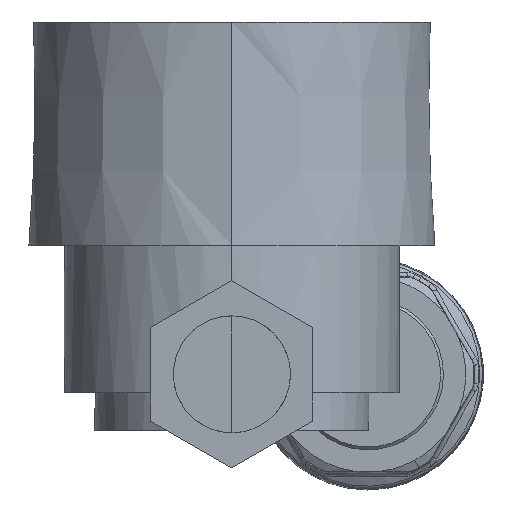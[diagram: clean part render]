
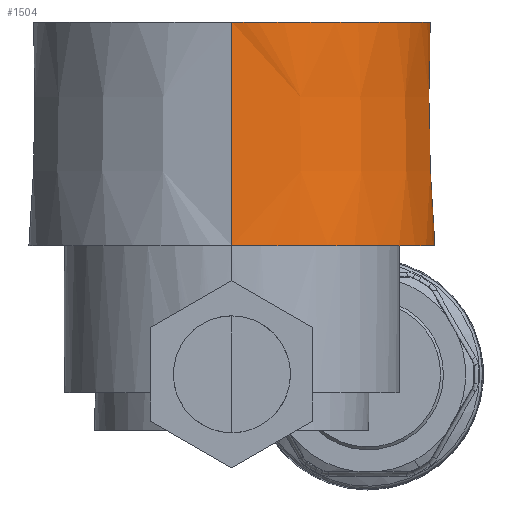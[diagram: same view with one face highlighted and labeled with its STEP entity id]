
A CAD part, left-side view. The second image highlights one B-rep face of the part: STEP entity #1504.
In plain terms, the highlighted conical face has half-angle 1.146 degrees and reference radius 36.22 mm.
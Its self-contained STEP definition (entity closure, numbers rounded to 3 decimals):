
#1396=CARTESIAN_POINT('Vertex',(36.3,0.,23.)) ;
#1400=CARTESIAN_POINT('Control Point',(-36.3,0.,23.)) ;
#1401=CARTESIAN_POINT('Control Point',(-36.3,-36.3,23.)) ;
#1402=CARTESIAN_POINT('Control Point',(0.,-36.3,23.)) ;
#1403=CARTESIAN_POINT('Control Point',(36.3,-36.3,23.)) ;
#1404=CARTESIAN_POINT('Control Point',(36.3,0.,23.)) ;
#1405=CARTESIAN_POINT('Vertex',(-36.3,0.,23.)) ;
#1451=CARTESIAN_POINT('Vertex',(-35.5,0.,63.)) ;
#1453=CARTESIAN_POINT('Vertex',(35.5,0.,63.)) ;
#1457=CARTESIAN_POINT('Control Point',(35.5,0.,63.)) ;
#1458=CARTESIAN_POINT('Control Point',(35.5,-35.5,63.)) ;
#1459=CARTESIAN_POINT('Control Point',(0.,-35.5,63.)) ;
#1460=CARTESIAN_POINT('Control Point',(-35.5,-35.5,63.)) ;
#1461=CARTESIAN_POINT('Control Point',(-35.5,0.,63.)) ;
#1485=CARTESIAN_POINT('Axis2P3D Location',(0.,0.,27.)) ;
#1491=CARTESIAN_POINT('Control Point',(-36.3,0.,23.)) ;
#1492=CARTESIAN_POINT('Control Point',(-35.5,0.,63.)) ;
#1495=CARTESIAN_POINT('Control Point',(35.5,0.,63.)) ;
#1496=CARTESIAN_POINT('Control Point',(36.3,0.,23.)) ;
#1486=DIRECTION('Axis2P3D Direction',(0.,0.,-1.)) ;
#1487=DIRECTION('Axis2P3D XDirection',(1.,0.,0.)) ;
#1488=AXIS2_PLACEMENT_3D('Cone Axis2P3D',#1485,#1486,#1487) ;
#1489=CONICAL_SURFACE('Cone',#1488,36.22,0.02) ;
#1407=EDGE_CURVE('',#1406,#1397,#1399,.T.) ;
#1462=EDGE_CURVE('',#1454,#1452,#1456,.T.) ;
#1493=EDGE_CURVE('',#1406,#1452,#1490,.T.) ;
#1497=EDGE_CURVE('',#1454,#1397,#1494,.T.) ;
#1499=ORIENTED_EDGE('',*,*,#1462,.T.) ;
#1500=ORIENTED_EDGE('',*,*,#1493,.F.) ;
#1501=ORIENTED_EDGE('',*,*,#1407,.T.) ;
#1502=ORIENTED_EDGE('',*,*,#1497,.F.) ;
#1498=EDGE_LOOP('',(#1499,#1500,#1501,#1502)) ;
#1397=VERTEX_POINT('',#1396) ;
#1406=VERTEX_POINT('',#1405) ;
#1452=VERTEX_POINT('',#1451) ;
#1454=VERTEX_POINT('',#1453) ;
#1504=ADVANCED_FACE('Solid1',(#1503),#1489,.T.) ;
#1490=B_SPLINE_CURVE_WITH_KNOTS('',1,(#1491,#1492),.UNSPECIFIED.,.F.,.U.,(2,2),(0.,0.131),.UNSPECIFIED.) ;
#1494=B_SPLINE_CURVE_WITH_KNOTS('',1,(#1495,#1496),.UNSPECIFIED.,.F.,.U.,(2,2),(0.,0.131),.UNSPECIFIED.) ;
#1503=FACE_OUTER_BOUND('',#1498,.T.) ;
#1399=(BOUNDED_CURVE()B_SPLINE_CURVE(2,(#1400,#1401,#1402,#1403,#1404),.UNSPECIFIED.,.F.,.U.)B_SPLINE_CURVE_WITH_KNOTS((3,2,3),(0.,72.6,145.2),.UNSPECIFIED.)CURVE()GEOMETRIC_REPRESENTATION_ITEM()RATIONAL_B_SPLINE_CURVE((1.,0.707,1.,0.707,1.))REPRESENTATION_ITEM('')) ;
#1456=(BOUNDED_CURVE()B_SPLINE_CURVE(2,(#1457,#1458,#1459,#1460,#1461),.UNSPECIFIED.,.F.,.U.)B_SPLINE_CURVE_WITH_KNOTS((3,2,3),(0.,71.,142.),.UNSPECIFIED.)CURVE()GEOMETRIC_REPRESENTATION_ITEM()RATIONAL_B_SPLINE_CURVE((1.,0.707,1.,0.707,1.))REPRESENTATION_ITEM('')) ;
